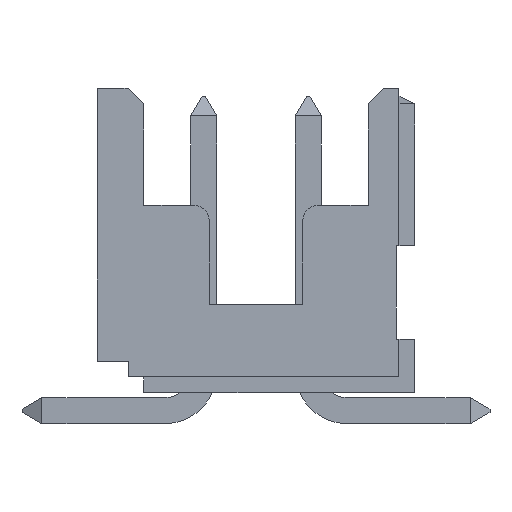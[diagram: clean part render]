
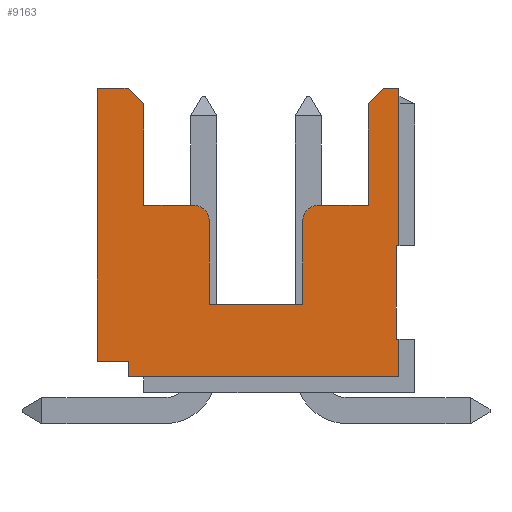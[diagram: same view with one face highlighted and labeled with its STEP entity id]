
A CAD part, left-side view. The second image highlights one B-rep face of the part: STEP entity #9163.
In plain terms, the highlighted planar face has unit normal (-1, 0, 0).
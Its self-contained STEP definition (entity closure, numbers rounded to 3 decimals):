
#1=DIRECTION('',(0.,-1.,0.));
#2=VECTOR('',#1,0.59);
#3=CARTESIAN_POINT('',(2.,3.05,5.85));
#4=LINE('5470',#3,#2);
#5=DIRECTION('',(0.,-0.707,-0.707));
#6=VECTOR('',#5,0.424);
#7=CARTESIAN_POINT('',(2.,2.46,5.85));
#8=LINE('6413',#7,#6);
#9=CARTESIAN_POINT('',(2.,1.2,3.3));
#10=DIRECTION('',(1.,0.,0.));
#11=DIRECTION('',(0.,0.,1.));
#12=AXIS2_PLACEMENT_3D('',#9,#10,#11);
#14=CARTESIAN_POINT('',(2.,-1.2,3.3));
#15=DIRECTION('',(1.,0.,0.));
#16=DIRECTION('',(0.,1.,0.));
#17=AXIS2_PLACEMENT_3D('',#14,#15,#16);
#19=DIRECTION('',(0.,-0.707,0.707));
#20=VECTOR('',#19,0.424);
#21=CARTESIAN_POINT('',(2.,-2.16,5.55));
#22=LINE('6285',#21,#20);
#23=DIRECTION('',(0.,-1.,0.));
#24=VECTOR('',#23,0.29);
#25=CARTESIAN_POINT('',(2.,-2.46,5.85));
#26=LINE('5480',#25,#24);
#27=DIRECTION('',(0.,0.,1.));
#28=VECTOR('',#27,3.025);
#29=CARTESIAN_POINT('',(2.,-2.75,2.825));
#30=LINE('5484',#29,#28);
#99=DIRECTION('',(0.,-1.,0.));
#100=VECTOR('',#99,0.05);
#101=CARTESIAN_POINT('',(2.,-2.7,2.825));
#102=LINE('5485',#101,#100);
#243=DIRECTION('',(0.,0.,-1.));
#244=VECTOR('',#243,1.95);
#245=CARTESIAN_POINT('',(2.,-2.16,5.55));
#246=LINE('5499',#245,#244);
#614=DIRECTION('',(0.,1.,0.));
#615=VECTOR('',#614,1.8);
#616=CARTESIAN_POINT('',(2.,-0.9,1.7));
#617=LINE('5496',#616,#615);
#779=DIRECTION('',(0.,-1.,0.));
#780=VECTOR('',#779,5.2);
#781=CARTESIAN_POINT('',(2.,2.45,0.3));
#782=LINE('5489',#781,#780);
#807=DIRECTION('',(0.,1.,0.));
#808=VECTOR('',#807,0.05);
#809=CARTESIAN_POINT('',(2.,-2.75,1.025));
#810=LINE('5487',#809,#808);
#3863=DIRECTION('',(0.,0.,1.));
#3864=VECTOR('',#3863,0.725);
#3865=CARTESIAN_POINT('',(2.,-2.75,0.3));
#3866=LINE('5488',#3865,#3864);
#3895=DIRECTION('',(0.,0.,1.));
#3896=VECTOR('',#3895,1.8);
#3897=CARTESIAN_POINT('',(2.,-2.7,1.025));
#3898=LINE('5486',#3897,#3896);
#3935=DIRECTION('',(0.,-1.,0.));
#3936=VECTOR('',#3935,0.6);
#3937=CARTESIAN_POINT('',(2.,3.05,0.6));
#3938=LINE('5491',#3937,#3936);
#3947=DIRECTION('',(0.,0.,-1.));
#3948=VECTOR('',#3947,0.3);
#3949=CARTESIAN_POINT('',(2.,2.45,0.6));
#3950=LINE('5490',#3949,#3948);
#3955=DIRECTION('',(0.,0.,-1.));
#3956=VECTOR('',#3955,5.25);
#3957=CARTESIAN_POINT('',(2.,3.05,5.85));
#3958=LINE('5492',#3957,#3956);
#3975=DIRECTION('',(0.,0.,1.));
#3976=VECTOR('',#3975,1.95);
#3977=CARTESIAN_POINT('',(2.,2.16,3.6));
#3978=LINE('5493',#3977,#3976);
#4012=DIRECTION('',(0.,0.,1.));
#4013=VECTOR('',#4012,1.6);
#4014=CARTESIAN_POINT('',(2.,0.9,1.7));
#4015=LINE('5495',#4014,#4013);
#4020=DIRECTION('',(0.,1.,0.));
#4021=VECTOR('',#4020,0.96);
#4022=CARTESIAN_POINT('',(2.,1.2,3.6));
#4023=LINE('5494',#4022,#4021);
#6677=DIRECTION('',(0.,1.,0.));
#6678=VECTOR('',#6677,0.96);
#6679=CARTESIAN_POINT('',(2.,-2.16,3.6));
#6680=LINE('5498',#6679,#6678);
#6685=DIRECTION('',(0.,0.,-1.));
#6686=VECTOR('',#6685,1.6);
#6687=CARTESIAN_POINT('',(2.,-0.9,3.3));
#6688=LINE('5497',#6687,#6686);
#6977=CARTESIAN_POINT('',(2.,3.05,5.85));
#6978=CARTESIAN_POINT('',(2.,2.46,5.85));
#6979=VERTEX_POINT('',#6977);
#6980=VERTEX_POINT('',#6978);
#7001=CARTESIAN_POINT('',(2.,-2.46,5.85));
#7002=CARTESIAN_POINT('',(2.,-2.75,5.85));
#7003=VERTEX_POINT('',#7001);
#7004=VERTEX_POINT('',#7002);
#7017=CARTESIAN_POINT('',(2.,-2.75,2.825));
#7018=VERTEX_POINT('',#7017);
#7019=CARTESIAN_POINT('',(2.,-2.7,2.825));
#7020=VERTEX_POINT('',#7019);
#7021=CARTESIAN_POINT('',(2.,-2.7,1.025));
#7022=VERTEX_POINT('',#7021);
#7023=CARTESIAN_POINT('',(2.,-2.75,1.025));
#7024=VERTEX_POINT('',#7023);
#7025=CARTESIAN_POINT('',(2.,-2.75,0.3));
#7026=VERTEX_POINT('',#7025);
#7027=CARTESIAN_POINT('',(2.,2.45,0.3));
#7028=VERTEX_POINT('',#7027);
#7029=CARTESIAN_POINT('',(2.,2.45,0.6));
#7030=VERTEX_POINT('',#7029);
#7031=CARTESIAN_POINT('',(2.,3.05,0.6));
#7032=VERTEX_POINT('',#7031);
#7033=CARTESIAN_POINT('',(2.,2.16,3.6));
#7034=CARTESIAN_POINT('',(2.,2.16,5.55));
#7035=VERTEX_POINT('',#7033);
#7036=VERTEX_POINT('',#7034);
#7037=CARTESIAN_POINT('',(2.,1.2,3.6));
#7038=VERTEX_POINT('',#7037);
#7039=CARTESIAN_POINT('',(2.,0.9,1.7));
#7040=CARTESIAN_POINT('',(2.,0.9,3.3));
#7041=VERTEX_POINT('',#7039);
#7042=VERTEX_POINT('',#7040);
#7043=CARTESIAN_POINT('',(2.,-0.9,1.7));
#7044=VERTEX_POINT('',#7043);
#7045=CARTESIAN_POINT('',(2.,-0.9,3.3));
#7046=VERTEX_POINT('',#7045);
#7047=CARTESIAN_POINT('',(2.,-2.16,3.6));
#7048=CARTESIAN_POINT('',(2.,-1.2,3.6));
#7049=VERTEX_POINT('',#7047);
#7050=VERTEX_POINT('',#7048);
#7051=CARTESIAN_POINT('',(2.,-2.16,5.55));
#7052=VERTEX_POINT('',#7051);
#9113=CARTESIAN_POINT('',(2.,0.15,3.075));
#9114=DIRECTION('',(1.,0.,0.));
#9115=DIRECTION('',(0.,-1.,0.));
#9116=AXIS2_PLACEMENT_3D('',#9113,#9114,#9115);
#9117=PLANE('7068',#9116);
#9119=ORIENTED_EDGE('5484',*,*,#9118,.F.);
#9121=ORIENTED_EDGE('5485',*,*,#9120,.F.);
#9123=ORIENTED_EDGE('5486',*,*,#9122,.F.);
#9125=ORIENTED_EDGE('5487',*,*,#9124,.F.);
#9127=ORIENTED_EDGE('5488',*,*,#9126,.F.);
#9129=ORIENTED_EDGE('5489',*,*,#9128,.F.);
#9131=ORIENTED_EDGE('5490',*,*,#9130,.F.);
#9133=ORIENTED_EDGE('5491',*,*,#9132,.F.);
#9135=ORIENTED_EDGE('5492',*,*,#9134,.F.);
#9136=ORIENTED_EDGE('5470',*,*,#9102,.T.);
#9138=ORIENTED_EDGE('6413',*,*,#9137,.T.);
#9140=ORIENTED_EDGE('5493',*,*,#9139,.F.);
#9142=ORIENTED_EDGE('5494',*,*,#9141,.F.);
#9144=ORIENTED_EDGE('5608',*,*,#9143,.T.);
#9146=ORIENTED_EDGE('5495',*,*,#9145,.F.);
#9148=ORIENTED_EDGE('5496',*,*,#9147,.F.);
#9150=ORIENTED_EDGE('5497',*,*,#9149,.F.);
#9152=ORIENTED_EDGE('5592',*,*,#9151,.T.);
#9154=ORIENTED_EDGE('5498',*,*,#9153,.F.);
#9156=ORIENTED_EDGE('5499',*,*,#9155,.F.);
#9158=ORIENTED_EDGE('6285',*,*,#9157,.T.);
#9160=ORIENTED_EDGE('5480',*,*,#9159,.T.);
#9161=EDGE_LOOP('7068',(#9119,#9121,#9123,#9125,#9127,#9129,#9131,#9133,#9135,
#9136,#9138,#9140,#9142,#9144,#9146,#9148,#9150,#9152,#9154,#9156,#9158,#9160));
#9162=FACE_OUTER_BOUND('7068',#9161,.F.);
#9163=ADVANCED_FACE('7068',(#9162),#9117,.F.);
#13=CIRCLE('5608',#12,0.3);
#18=CIRCLE('5592',#17,0.3);
#9102=EDGE_CURVE('5470',#6979,#6980,#4,.T.);
#9118=EDGE_CURVE('5484',#7018,#7004,#30,.T.);
#9120=EDGE_CURVE('5485',#7020,#7018,#102,.T.);
#9122=EDGE_CURVE('5486',#7022,#7020,#3898,.T.);
#9124=EDGE_CURVE('5487',#7024,#7022,#810,.T.);
#9126=EDGE_CURVE('5488',#7026,#7024,#3866,.T.);
#9128=EDGE_CURVE('5489',#7028,#7026,#782,.T.);
#9130=EDGE_CURVE('5490',#7030,#7028,#3950,.T.);
#9132=EDGE_CURVE('5491',#7032,#7030,#3938,.T.);
#9134=EDGE_CURVE('5492',#6979,#7032,#3958,.T.);
#9137=EDGE_CURVE('6413',#6980,#7036,#8,.T.);
#9139=EDGE_CURVE('5493',#7035,#7036,#3978,.T.);
#9141=EDGE_CURVE('5494',#7038,#7035,#4023,.T.);
#9143=EDGE_CURVE('5608',#7038,#7042,#13,.T.);
#9145=EDGE_CURVE('5495',#7041,#7042,#4015,.T.);
#9147=EDGE_CURVE('5496',#7044,#7041,#617,.T.);
#9149=EDGE_CURVE('5497',#7046,#7044,#6688,.T.);
#9151=EDGE_CURVE('5592',#7046,#7050,#18,.T.);
#9153=EDGE_CURVE('5498',#7049,#7050,#6680,.T.);
#9155=EDGE_CURVE('5499',#7052,#7049,#246,.T.);
#9157=EDGE_CURVE('6285',#7052,#7003,#22,.T.);
#9159=EDGE_CURVE('5480',#7003,#7004,#26,.T.);
